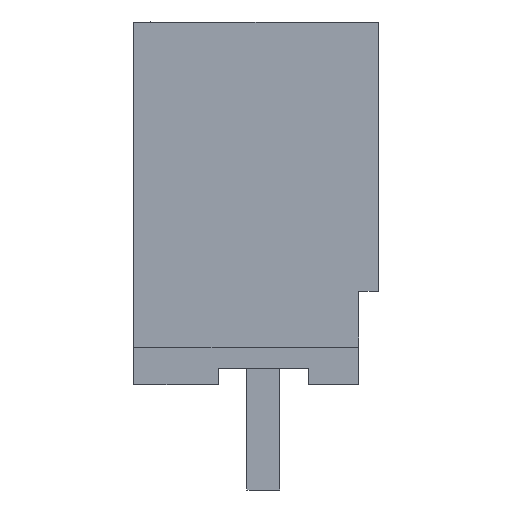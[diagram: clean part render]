
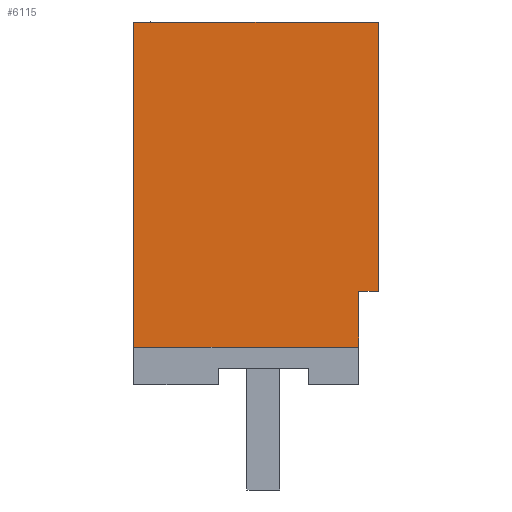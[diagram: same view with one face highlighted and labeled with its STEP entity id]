
A CAD part, left-side view. The second image highlights one B-rep face of the part: STEP entity #6115.
In plain terms, the highlighted planar face has unit normal (-1, 0, 0).
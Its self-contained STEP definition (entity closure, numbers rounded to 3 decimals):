
#6086=AXIS2_PLACEMENT_3D('Plane Axis2P3D',#6083,#6084,#6085) ;
#234=CARTESIAN_POINT('Vertex',(0.,7.45,4.35)) ;
#237=CARTESIAN_POINT('Line Origine',(0.,7.45,9.3)) ;
#241=CARTESIAN_POINT('Vertex',(0.,7.45,14.25)) ;
#4575=CARTESIAN_POINT('Vertex',(0.,0.6,6.05)) ;
#4578=CARTESIAN_POINT('Line Origine',(0.,0.6,5.2)) ;
#4582=CARTESIAN_POINT('Vertex',(0.,0.6,4.35)) ;
#5812=CARTESIAN_POINT('Line Origine',(0.,4.025,4.35)) ;
#6083=CARTESIAN_POINT('Axis2P3D Location',(0.,7.45,14.25)) ;
#6088=CARTESIAN_POINT('Line Origine',(0.,0.,10.15)) ;
#6092=CARTESIAN_POINT('Vertex',(0.,0.,14.25)) ;
#6094=CARTESIAN_POINT('Vertex',(0.,0.,6.05)) ;
#6097=CARTESIAN_POINT('Line Origine',(0.,3.725,14.25)) ;
#6102=CARTESIAN_POINT('Line Origine',(0.,0.3,6.05)) ;
#238=DIRECTION('Vector Direction',(0.,0.,-1.)) ;
#4579=DIRECTION('Vector Direction',(0.,0.,1.)) ;
#5813=DIRECTION('Vector Direction',(0.,-1.,0.)) ;
#6084=DIRECTION('Axis2P3D Direction',(-1.,0.,0.)) ;
#6085=DIRECTION('Axis2P3D XDirection',(0.,0.,1.)) ;
#6089=DIRECTION('Vector Direction',(0.,0.,-1.)) ;
#6098=DIRECTION('Vector Direction',(0.,-1.,0.)) ;
#6103=DIRECTION('Vector Direction',(0.,1.,0.)) ;
#239=VECTOR('Line Direction',#238,1.) ;
#4580=VECTOR('Line Direction',#4579,1.) ;
#5814=VECTOR('Line Direction',#5813,1.) ;
#6090=VECTOR('Line Direction',#6089,1.) ;
#6099=VECTOR('Line Direction',#6098,1.) ;
#6104=VECTOR('Line Direction',#6103,1.) ;
#6108=ORIENTED_EDGE('',*,*,#6096,.F.) ;
#6109=ORIENTED_EDGE('',*,*,#6101,.F.) ;
#6110=ORIENTED_EDGE('',*,*,#243,.T.) ;
#6111=ORIENTED_EDGE('',*,*,#5816,.T.) ;
#6112=ORIENTED_EDGE('',*,*,#4584,.T.) ;
#6113=ORIENTED_EDGE('',*,*,#6106,.F.) ;
#6115=ADVANCED_FACE('HOUSING',(#6114),#6087,.T.) ;
#243=EDGE_CURVE('',#242,#235,#240,.T.) ;
#4584=EDGE_CURVE('',#4583,#4576,#4581,.T.) ;
#5816=EDGE_CURVE('',#235,#4583,#5815,.T.) ;
#6096=EDGE_CURVE('',#6093,#6095,#6091,.T.) ;
#6101=EDGE_CURVE('',#242,#6093,#6100,.T.) ;
#6106=EDGE_CURVE('',#6095,#4576,#6105,.T.) ;
#6107=EDGE_LOOP('',(#6108,#6109,#6110,#6111,#6112,#6113)) ;
#6114=FACE_OUTER_BOUND('',#6107,.T.) ;
#240=LINE('Line',#237,#239) ;
#4581=LINE('Line',#4578,#4580) ;
#5815=LINE('Line',#5812,#5814) ;
#6091=LINE('Line',#6088,#6090) ;
#6100=LINE('Line',#6097,#6099) ;
#6105=LINE('Line',#6102,#6104) ;
#6087=PLANE('',#6086) ;
#235=VERTEX_POINT('',#234) ;
#242=VERTEX_POINT('',#241) ;
#4576=VERTEX_POINT('',#4575) ;
#4583=VERTEX_POINT('',#4582) ;
#6093=VERTEX_POINT('',#6092) ;
#6095=VERTEX_POINT('',#6094) ;
